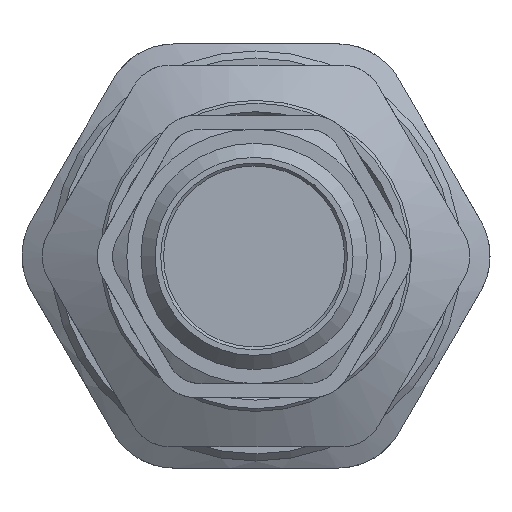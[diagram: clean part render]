
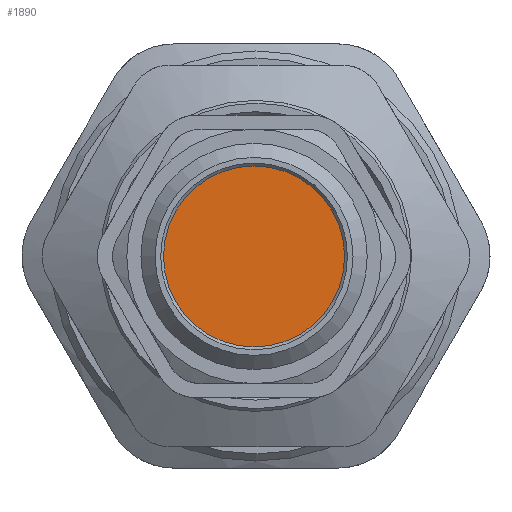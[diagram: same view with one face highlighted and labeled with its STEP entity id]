
A CAD part, front view. The second image highlights one B-rep face of the part: STEP entity #1890.
In plain terms, the highlighted planar face has unit normal (0, -1, 0).
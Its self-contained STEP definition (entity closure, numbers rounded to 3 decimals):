
#506=FACE_OUTER_BOUND('',#620,.T.);
#620=EDGE_LOOP('',(#1284));
#744=CIRCLE('',#2029,6.4);
#816=VERTEX_POINT('',#2648);
#999=EDGE_CURVE('',#816,#816,#744,.T.);
#1284=ORIENTED_EDGE('',*,*,#999,.T.);
#1854=PLANE('',#2028);
#1890=ADVANCED_FACE('',(#506),#1854,.T.);
#2028=AXIS2_PLACEMENT_3D('',#2647,#2210,#2211);
#2029=AXIS2_PLACEMENT_3D('',#2649,#2212,#2213);
#2210=DIRECTION('center_axis',(0.,-1.,0.));
#2211=DIRECTION('ref_axis',(0.,0.,-1.));
#2212=DIRECTION('center_axis',(0.,-1.,0.));
#2213=DIRECTION('ref_axis',(1.,0.,0.));
#2647=CARTESIAN_POINT('Origin',(-1.872,2.538,0.));
#2648=CARTESIAN_POINT('',(4.528,2.538,0.));
#2649=CARTESIAN_POINT('Origin',(-1.872,2.538,0.));
